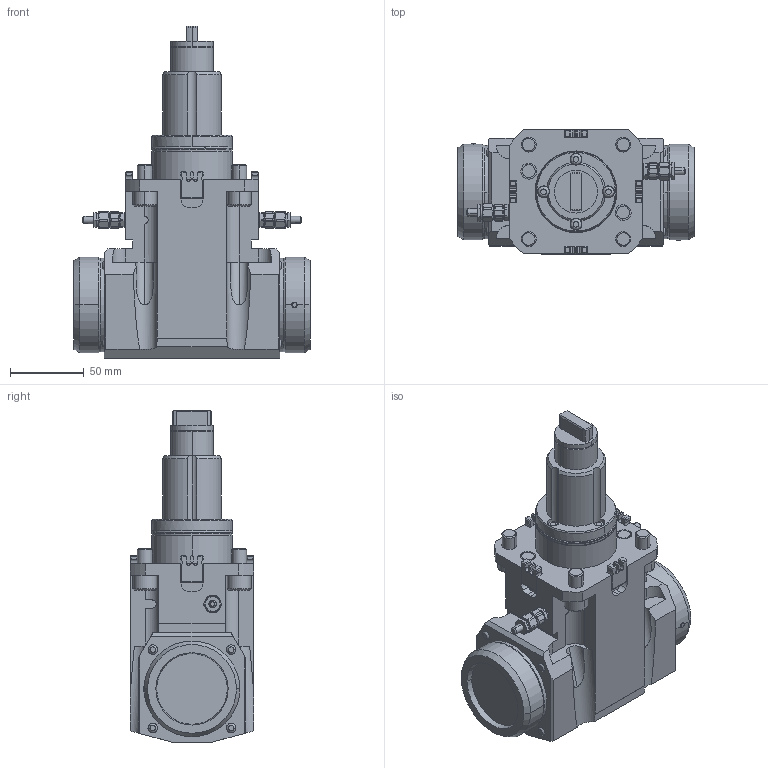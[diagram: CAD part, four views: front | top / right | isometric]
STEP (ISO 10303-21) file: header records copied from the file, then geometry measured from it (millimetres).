
FILE_DESCRIPTION(('HOOPS Exchange Step'),'2;1');
FILE_NAME('Modelcomposition.stp','2024-06-10T08:41:36+00:00',('toolarena-modelservice-ewspro'),('Unknown organisation'),'HOOPS Exchange 2021.2','HOOPS Exchange','Unknown authorisation');
FILE_SCHEMA( ('AP242_MANAGED_MODEL_BASED_3D_ENGINEERING_MIM_LF {1 0 10303 442 1 1 4 }') );
Length unit declared in the file: millimetre
Products named in the file (1): EWS_230233_DIN4003
Bounding box: 160 x 84 x 225 mm (x, y, z)
Volume: 1192888.5 mm3; surface area: 96013.3 mm2
Topology: 1 solids, 1 shells, 647 faces, 1677 edges, 1075 vertices
Faces by surface type: plane 347, cylinder 186, cone 86, torus 16, bspline 12
Entity records: 20630 total; most frequent: CARTESIAN_POINT 4574, DIRECTION 3450, ORIENTED_EDGE 3354, EDGE_CURVE 1677, AXIS2_PLACEMENT_3D 1263, VERTEX_POINT 1075, VECTOR 924, LINE 924
